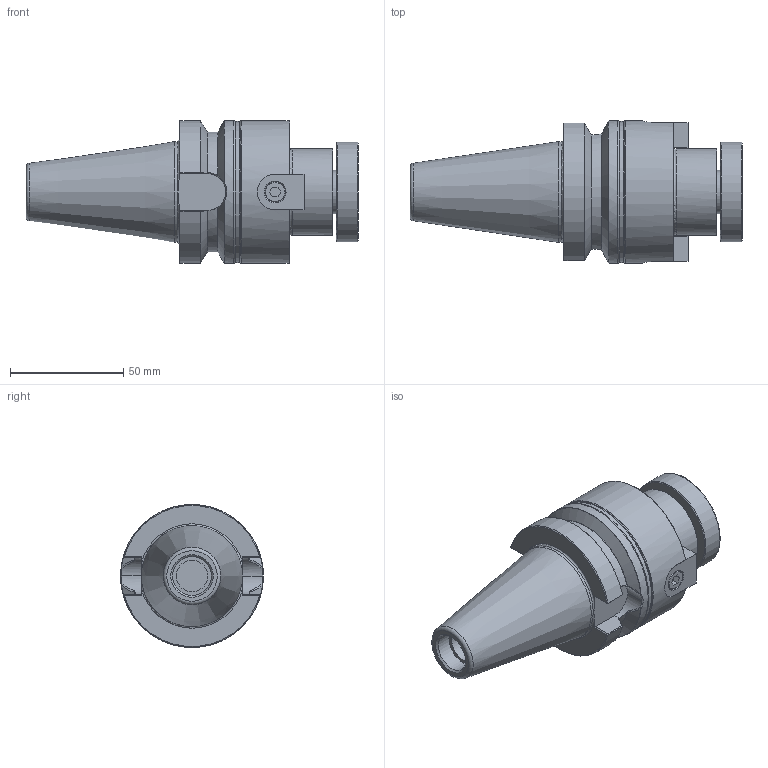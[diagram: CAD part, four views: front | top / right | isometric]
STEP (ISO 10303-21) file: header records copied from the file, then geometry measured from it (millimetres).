
FILE_DESCRIPTION(/* description */ (''),/* implementation_level */ '2;1');
FILE_NAME(/* name */ 'BT40-FMA1.5-2.0-REV1.stp',/* time_stamp */ '2016-08-24T21:59:47-05:00',/* author */ ('Me'),/* organization */ (''),/* preprocessor_version */ 'ST-DEVELOPER v15.6',/* originating_system */ 'Autodesk Inventor 2015',/* authorisation */ '');
FILE_SCHEMA (('AUTOMOTIVE_DESIGN { 1 0 10303 214 3 1 1 }'));
Length unit declared in the file: centimetre
Products named in the file (1): BT40-FMA1.5-2.0-REV1
Bounding box: 146.46 x 63 x 63 mm (x, y, z)
Volume: 230753.7 mm3; surface area: 37751.1 mm2
Topology: 1 solids, 4 shells, 159 faces, 406 edges, 268 vertices
Faces by surface type: plane 73, cylinder 33, cone 19, bspline 18, torus 16
Full cylindrical faces by diameter (mm): 4.343 x2, 5.791 x2, 8.89 x2, 9.144 x2, 13.843 x1, 17.15 x1, 17.323 x1, 19.05 x1, 19.431 x1, 38.1 x1, 43.815 x1, 44.45 x1, 62.23 x1, 62.992 x1, 63 x1
Entity records: 5567 total; most frequent: CARTESIAN_POINT 1986, ORIENTED_EDGE 712, DIRECTION 600, EDGE_CURVE 356, VERTEX_POINT 256, AXIS2_PLACEMENT_3D 228, EDGE_LOOP 210, STYLED_ITEM 160
